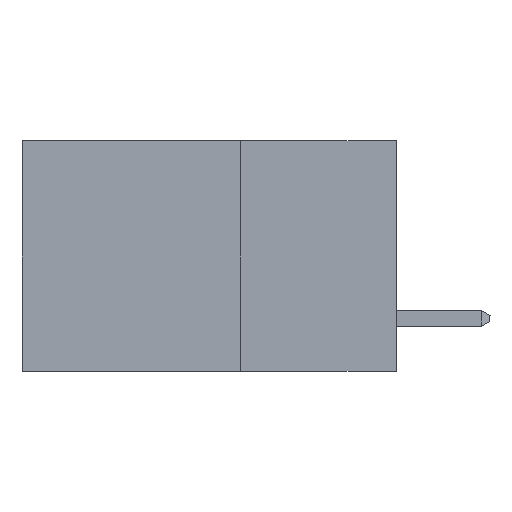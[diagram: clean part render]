
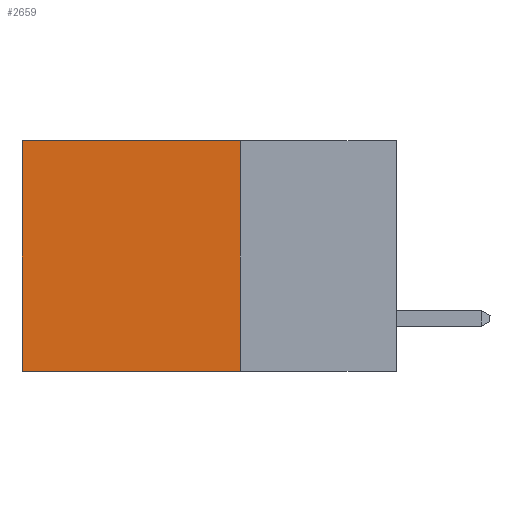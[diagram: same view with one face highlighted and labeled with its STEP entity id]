
A CAD part, left-side view. The second image highlights one B-rep face of the part: STEP entity #2659.
In plain terms, the highlighted planar face has unit normal (-1, 0, 0).
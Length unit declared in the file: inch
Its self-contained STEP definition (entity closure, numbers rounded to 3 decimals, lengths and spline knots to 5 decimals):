
#126 = EDGE_CURVE ( 'NONE', #8983, #545, #7757, .T. ) ;
#245 = VECTOR ( 'NONE', #9744, 39.37008 ) ;
#545 = VERTEX_POINT ( 'NONE', #9610 ) ;
#1453 = CARTESIAN_POINT ( 'NONE',  ( 0.2615, 0.25, -0.37 ) ) ;
#1662 = EDGE_LOOP ( 'NONE', ( #9527, #3603, #3908, #8186 ) ) ;
#2575 = EDGE_CURVE ( 'NONE', #2650, #545, #2889, .T. ) ;
#2650 = VERTEX_POINT ( 'NONE', #8291 ) ;
#2659 = ADVANCED_FACE ( 'NONE', ( #7235 ), #9572, .F. ) ;
#2889 = LINE ( 'NONE', #3159, #6387 ) ;
#3067 = DIRECTION ( 'NONE',  ( 0., 0., -1. ) ) ;
#3103 = CARTESIAN_POINT ( 'NONE',  ( 0.2615, 0.6, -0.37 ) ) ;
#3159 = CARTESIAN_POINT ( 'NONE',  ( 0.2615, 0.25, -0.37 ) ) ;
#3552 = CARTESIAN_POINT ( 'NONE',  ( 0.2615, 0.25, 0. ) ) ;
#3568 = CARTESIAN_POINT ( 'NONE',  ( 0.2615, 0.6, 0. ) ) ;
#3603 = ORIENTED_EDGE ( 'NONE', *, *, #2575, .F. ) ;
#3908 = ORIENTED_EDGE ( 'NONE', *, *, #8695, .F. ) ;
#4470 = EDGE_CURVE ( 'NONE', #10386, #8983, #5829, .T. ) ;
#5272 = LINE ( 'NONE', #1453, #245 ) ;
#5344 = AXIS2_PLACEMENT_3D ( 'NONE', #9548, #6809, #9810 ) ;
#5713 = DIRECTION ( 'NONE',  ( 0., 1., 0. ) ) ;
#5829 = LINE ( 'NONE', #10385, #9762 ) ;
#6149 = DIRECTION ( 'NONE',  ( 0., 1., 0. ) ) ;
#6387 = VECTOR ( 'NONE', #6149, 39.37008 ) ;
#6809 = DIRECTION ( 'NONE',  ( 1., 0., 0. ) ) ;
#7235 = FACE_OUTER_BOUND ( 'NONE', #1662, .T. ) ;
#7757 = LINE ( 'NONE', #3103, #9347 ) ;
#8186 = ORIENTED_EDGE ( 'NONE', *, *, #4470, .T. ) ;
#8291 = CARTESIAN_POINT ( 'NONE',  ( 0.2615, 0.25, -0.37 ) ) ;
#8695 = EDGE_CURVE ( 'NONE', #10386, #2650, #5272, .T. ) ;
#8983 = VERTEX_POINT ( 'NONE', #3568 ) ;
#9347 = VECTOR ( 'NONE', #3067, 39.37008 ) ;
#9527 = ORIENTED_EDGE ( 'NONE', *, *, #126, .T. ) ;
#9548 = CARTESIAN_POINT ( 'NONE',  ( 0.2615, 0.25, -0.37 ) ) ;
#9572 = PLANE ( 'NONE',  #5344 ) ;
#9610 = CARTESIAN_POINT ( 'NONE',  ( 0.2615, 0.6, -0.37 ) ) ;
#9744 = DIRECTION ( 'NONE',  ( 0., 0., -1. ) ) ;
#9762 = VECTOR ( 'NONE', #5713, 39.37008 ) ;
#9810 = DIRECTION ( 'NONE',  ( 0., 0., -1. ) ) ;
#10385 = CARTESIAN_POINT ( 'NONE',  ( 0.2615, 0.25, 0. ) ) ;
#10386 = VERTEX_POINT ( 'NONE', #3552 ) ;
